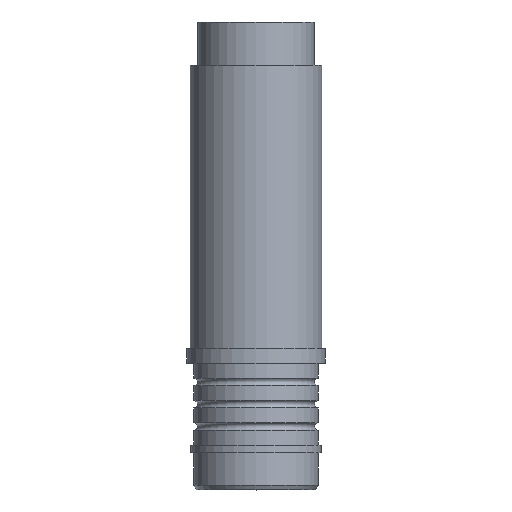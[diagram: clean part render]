
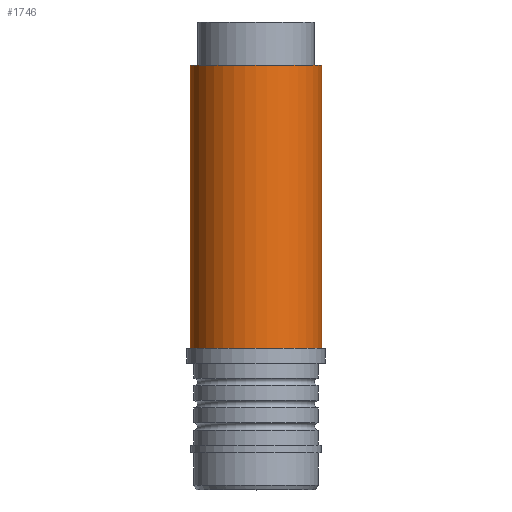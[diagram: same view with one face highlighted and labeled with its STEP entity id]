
A CAD part, top view. The second image highlights one B-rep face of the part: STEP entity #1746.
In plain terms, the highlighted cylindrical face has radius 4.4 mm (diameter 8.8 mm), a partial arc.
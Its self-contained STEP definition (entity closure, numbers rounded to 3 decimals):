
#297=CARTESIAN_POINT('',(0.,9.5,0.));
#298=DIRECTION('',(0.,-1.,0.));
#299=DIRECTION('',(1.,0.,0.));
#300=AXIS2_PLACEMENT_3D('',#297,#298,#299);
#302=DIRECTION('',(0.,1.,0.));
#303=VECTOR('',#302,19.);
#304=CARTESIAN_POINT('',(4.4,9.5,0.));
#305=LINE('',#304,#303);
#306=DIRECTION('',(0.,1.,0.));
#307=VECTOR('',#306,19.);
#308=CARTESIAN_POINT('',(-4.4,9.5,0.));
#309=LINE('',#308,#307);
#424=CARTESIAN_POINT('',(0.,28.5,0.));
#425=DIRECTION('',(0.,-1.,0.));
#426=DIRECTION('',(1.,0.,0.));
#427=AXIS2_PLACEMENT_3D('',#424,#425,#426);
#1143=CARTESIAN_POINT('',(4.4,9.5,0.));
#1144=CARTESIAN_POINT('',(4.4,28.5,0.));
#1145=VERTEX_POINT('',#1143);
#1146=VERTEX_POINT('',#1144);
#1151=CARTESIAN_POINT('',(-4.4,9.5,0.));
#1152=CARTESIAN_POINT('',(-4.4,28.5,0.));
#1153=VERTEX_POINT('',#1151);
#1154=VERTEX_POINT('',#1152);
#1732=CARTESIAN_POINT('',(0.,29.925,0.));
#1733=DIRECTION('',(0.,-1.,0.));
#1734=DIRECTION('',(-1.,0.,0.));
#1735=AXIS2_PLACEMENT_3D('',#1732,#1733,#1734);
#1736=CYLINDRICAL_SURFACE('',#1735,4.4);
#1738=ORIENTED_EDGE('',*,*,#1737,.F.);
#1739=ORIENTED_EDGE('',*,*,#1725,.T.);
#1741=ORIENTED_EDGE('',*,*,#1740,.T.);
#1743=ORIENTED_EDGE('',*,*,#1742,.F.);
#1744=EDGE_LOOP('',(#1738,#1739,#1741,#1743));
#1745=FACE_OUTER_BOUND('',#1744,.F.);
#1746=ADVANCED_FACE('',(#1745),#1736,.T.);
#301=CIRCLE('',#300,4.4);
#428=CIRCLE('',#427,4.4);
#1725=EDGE_CURVE('',#1145,#1153,#301,.T.);
#1737=EDGE_CURVE('',#1145,#1146,#305,.T.);
#1740=EDGE_CURVE('',#1153,#1154,#309,.T.);
#1742=EDGE_CURVE('',#1146,#1154,#428,.T.);
